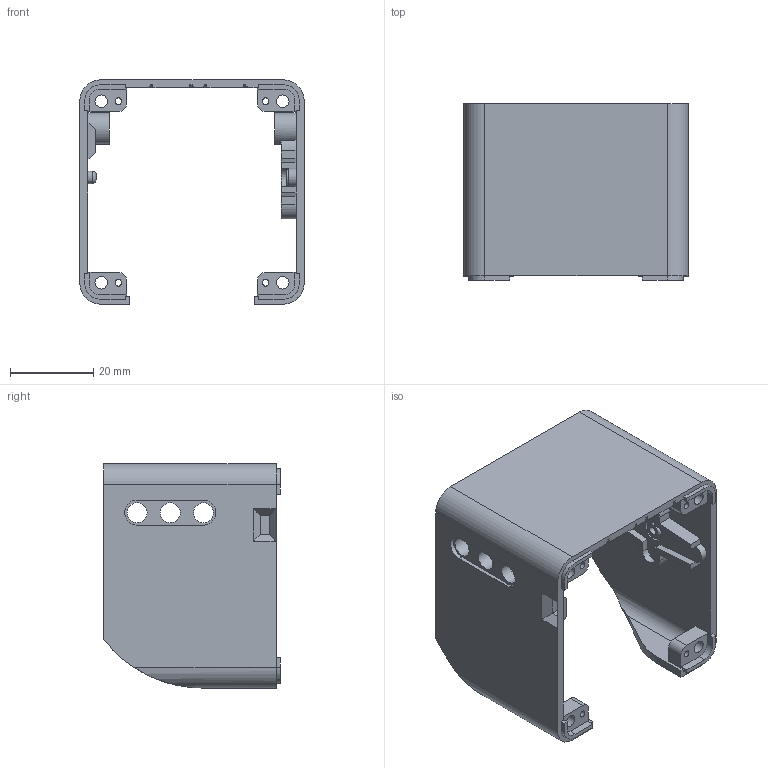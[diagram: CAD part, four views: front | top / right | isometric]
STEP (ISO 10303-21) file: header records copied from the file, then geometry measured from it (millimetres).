
FILE_DESCRIPTION(/* description */ (''),/* implementation_level */ '2;1');
FILE_NAME(/* name */ 'shell_sg90.step',/* time_stamp */ '2022-08-17T10:38:26+09:00',/* author */ (''),/* organization */ (''),/* preprocessor_version */ 'ST-DEVELOPER v19',/* originating_system */ 'Autodesk Translation Framework v11.7.0.108',/* authorisation */ '');
FILE_SCHEMA (('AUTOMOTIVE_DESIGN { 1 0 10303 214 3 1 1 }'));
Length unit declared in the file: millimetre
Products named in the file (1): shell_sg90
Bounding box: 54 x 42.5 x 54 mm (x, y, z)
Volume: 15122.9 mm3; surface area: 16356.6 mm2
Topology: 1 solids, 1 shells, 428 faces, 1204 edges, 798 vertices
Faces by surface type: plane 204, bspline 162, cylinder 61, torus 1
Full cylindrical faces by diameter (mm): 1.6 x4, 2 x1, 3 x5, 3.8 x1, 4.8 x6, 5 x1, 5.6 x1
Entity records: 15514 total; most frequent: CARTESIAN_POINT 5386, ORIENTED_EDGE 2408, DIRECTION 1535, EDGE_CURVE 1204, VERTEX_POINT 798, LINE 749, VECTOR 749, EDGE_LOOP 480
